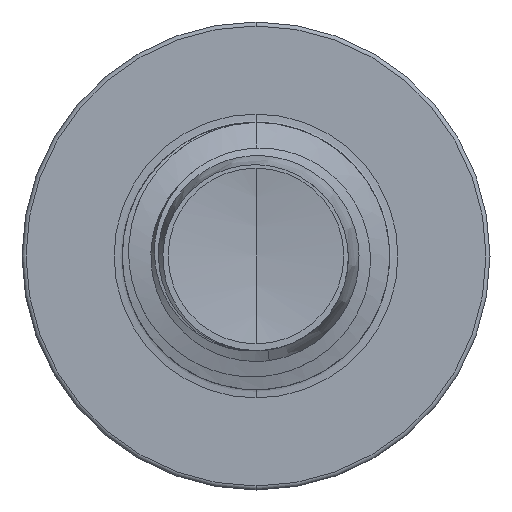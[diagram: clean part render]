
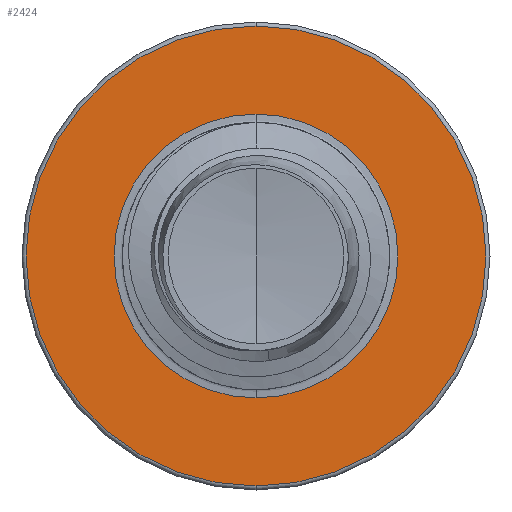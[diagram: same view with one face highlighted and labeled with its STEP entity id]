
A CAD part, front view. The second image highlights one B-rep face of the part: STEP entity #2424.
In plain terms, the highlighted planar face has unit normal (0, -1, 0).
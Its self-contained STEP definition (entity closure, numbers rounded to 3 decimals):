
#221 = AXIS2_PLACEMENT_3D ( 'NONE', #1478, #13451, #3230 ) ;
#728 = VERTEX_POINT ( 'NONE', #21734 ) ;
#1472 = AXIS2_PLACEMENT_3D ( 'NONE', #16689, #6738, #18259 ) ;
#1478 = CARTESIAN_POINT ( 'NONE',  ( 0., 10., 0. ) ) ;
#2424 = ADVANCED_FACE ( 'NONE', ( #13572, #5023 ), #15206, .F. ) ;
#2967 = CARTESIAN_POINT ( 'NONE',  ( 0., 10., -5.16 ) ) ;
#3230 = DIRECTION ( 'NONE',  ( 0., 0., 1. ) ) ;
#4078 = AXIS2_PLACEMENT_3D ( 'NONE', #15865, #5767, #17424 ) ;
#5023 = FACE_BOUND ( 'NONE', #14395, .T. ) ;
#5767 = DIRECTION ( 'NONE',  ( 0., 1., 0. ) ) ;
#6738 = DIRECTION ( 'NONE',  ( 0., 1., 0. ) ) ;
#6783 = AXIS2_PLACEMENT_3D ( 'NONE', #17821, #8020, #19419 ) ;
#7563 = ORIENTED_EDGE ( 'NONE', *, *, #12975, .F. ) ;
#7942 = ORIENTED_EDGE ( 'NONE', *, *, #14474, .F. ) ;
#8020 = DIRECTION ( 'NONE',  ( 0., 1., 0. ) ) ;
#8298 = ORIENTED_EDGE ( 'NONE', *, *, #14470, .T. ) ;
#8544 = ORIENTED_EDGE ( 'NONE', *, *, #11758, .T. ) ;
#9450 = CARTESIAN_POINT ( 'NONE',  ( 0., 10., 5.16 ) ) ;
#9625 = AXIS2_PLACEMENT_3D ( 'NONE', #15133, #15487, #15066 ) ;
#9999 = VERTEX_POINT ( 'NONE', #11754 ) ;
#11311 = EDGE_LOOP ( 'NONE', ( #7563, #7942 ) ) ;
#11754 = CARTESIAN_POINT ( 'NONE',  ( 0., 10., -3.186 ) ) ;
#11758 = EDGE_CURVE ( 'NONE', #9999, #728, #14840, .T. ) ;
#12975 = EDGE_CURVE ( 'NONE', #14904, #21557, #12988, .T. ) ;
#12988 = CIRCLE ( 'NONE', #4078, 5.16 ) ;
#13451 = DIRECTION ( 'NONE',  ( 0., 1., 0. ) ) ;
#13508 = CIRCLE ( 'NONE', #1472, 5.16 ) ;
#13572 = FACE_OUTER_BOUND ( 'NONE', #11311, .T. ) ;
#14395 = EDGE_LOOP ( 'NONE', ( #8298, #8544 ) ) ;
#14470 = EDGE_CURVE ( 'NONE', #728, #9999, #18241, .T. ) ;
#14474 = EDGE_CURVE ( 'NONE', #21557, #14904, #13508, .T. ) ;
#14840 = CIRCLE ( 'NONE', #6783, 3.186 ) ;
#14904 = VERTEX_POINT ( 'NONE', #9450 ) ;
#15066 = DIRECTION ( 'NONE',  ( 0., 0., 1. ) ) ;
#15133 = CARTESIAN_POINT ( 'NONE',  ( 0., 10., -3.186 ) ) ;
#15206 = PLANE ( 'NONE',  #9625 ) ;
#15487 = DIRECTION ( 'NONE',  ( 0., 1., 0. ) ) ;
#15865 = CARTESIAN_POINT ( 'NONE',  ( 0., 10., 0. ) ) ;
#16689 = CARTESIAN_POINT ( 'NONE',  ( 0., 10., 0. ) ) ;
#17424 = DIRECTION ( 'NONE',  ( 0., 0., 1. ) ) ;
#17821 = CARTESIAN_POINT ( 'NONE',  ( 0., 10., 0. ) ) ;
#18241 = CIRCLE ( 'NONE', #221, 3.186 ) ;
#18259 = DIRECTION ( 'NONE',  ( 0., 0., 1. ) ) ;
#19419 = DIRECTION ( 'NONE',  ( 0., 0., 1. ) ) ;
#21557 = VERTEX_POINT ( 'NONE', #2967 ) ;
#21734 = CARTESIAN_POINT ( 'NONE',  ( 0., 10., 3.186 ) ) ;
